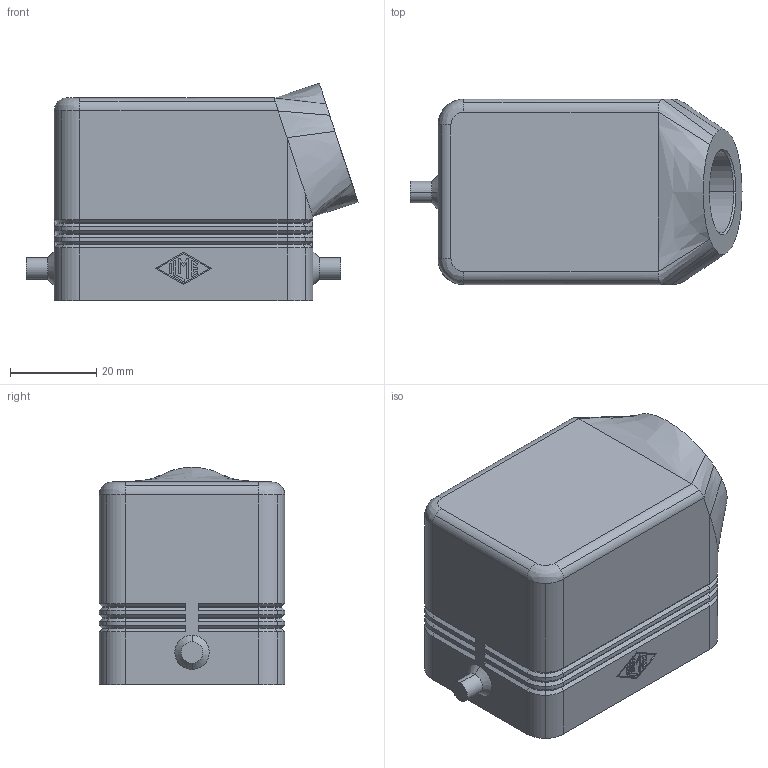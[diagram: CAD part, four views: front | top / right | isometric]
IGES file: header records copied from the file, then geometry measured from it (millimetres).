
Global section: file name: No Iges File Name specified; native system: AutoDesk Inventor R6.1; preprocessor: AutoDesk Inventor Iges Exporter R6.1; author: No Author specified; organization: No Organization specified; date: 20061214.152728; units: millimetre
Bounding box: 76.96 x 43 x 50.41 mm (x, y, z)
Volume: 45430.8 mm3; surface area: 23357.6 mm2
Topology: 1 solids, 1 shells, 316 faces, 753 edges, 448 vertices
Faces by surface type: plane 120, bspline 64, cylinder 54, cone 50, revolution 28
